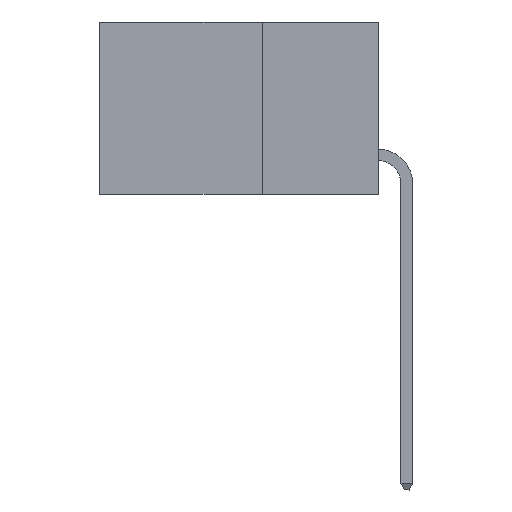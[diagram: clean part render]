
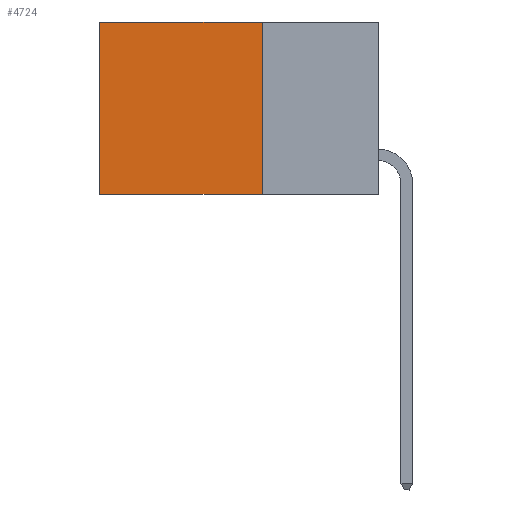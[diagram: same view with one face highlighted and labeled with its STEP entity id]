
A CAD part, left-side view. The second image highlights one B-rep face of the part: STEP entity #4724.
In plain terms, the highlighted planar face has unit normal (-1, 0, 0).
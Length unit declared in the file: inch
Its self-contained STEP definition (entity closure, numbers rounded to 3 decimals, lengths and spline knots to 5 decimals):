
#1 = DIRECTION ( 'NONE',  ( 1., 0., 0. ) ) ;
#57 = PLANE ( 'NONE',  #5655 ) ;
#749 = LINE ( 'NONE', #2671, #7238 ) ;
#1385 = CARTESIAN_POINT ( 'NONE',  ( 0.298, 0.25, 0. ) ) ;
#2159 = CARTESIAN_POINT ( 'NONE',  ( 0.298, 0.25, 0. ) ) ;
#2370 = VERTEX_POINT ( 'NONE', #5608 ) ;
#2411 = VERTEX_POINT ( 'NONE', #5447 ) ;
#2671 = CARTESIAN_POINT ( 'NONE',  ( 0.298, 0.25, 0. ) ) ;
#2774 = CARTESIAN_POINT ( 'NONE',  ( 0.298, 0.25, -0.37 ) ) ;
#3172 = CARTESIAN_POINT ( 'NONE',  ( 0.298, 0.25, -0.37 ) ) ;
#3306 = ORIENTED_EDGE ( 'NONE', *, *, #12302, .T. ) ;
#3340 = FACE_OUTER_BOUND ( 'NONE', #15521, .T. ) ;
#4049 = DIRECTION ( 'NONE',  ( 0., 0., -1. ) ) ;
#4585 = DIRECTION ( 'NONE',  ( 0., 1., 0. ) ) ;
#4724 = ADVANCED_FACE ( 'NONE', ( #3340 ), #57, .F. ) ;
#5034 = DIRECTION ( 'NONE',  ( 0., 0., -1. ) ) ;
#5128 = ORIENTED_EDGE ( 'NONE', *, *, #14281, .F. ) ;
#5369 = VERTEX_POINT ( 'NONE', #2774 ) ;
#5447 = CARTESIAN_POINT ( 'NONE',  ( 0.298, 0.6, -0.37 ) ) ;
#5608 = CARTESIAN_POINT ( 'NONE',  ( 0.298, 0.6, 0. ) ) ;
#5655 = AXIS2_PLACEMENT_3D ( 'NONE', #2159, #1, #8598 ) ;
#7238 = VECTOR ( 'NONE', #13641, 39.37008 ) ;
#8117 = ORIENTED_EDGE ( 'NONE', *, *, #10682, .T. ) ;
#8558 = VECTOR ( 'NONE', #4585, 39.37008 ) ;
#8598 = DIRECTION ( 'NONE',  ( 0., 0., -1. ) ) ;
#9649 = LINE ( 'NONE', #13605, #16465 ) ;
#9664 = ORIENTED_EDGE ( 'NONE', *, *, #14055, .F. ) ;
#9757 = LINE ( 'NONE', #10535, #16588 ) ;
#10535 = CARTESIAN_POINT ( 'NONE',  ( 0.298, 0.6, 0. ) ) ;
#10682 = EDGE_CURVE ( 'NONE', #11423, #2370, #749, .T. ) ;
#11423 = VERTEX_POINT ( 'NONE', #1385 ) ;
#12302 = EDGE_CURVE ( 'NONE', #2370, #2411, #9757, .T. ) ;
#13605 = CARTESIAN_POINT ( 'NONE',  ( 0.298, 0.25, 0. ) ) ;
#13641 = DIRECTION ( 'NONE',  ( 0., 1., 0. ) ) ;
#14055 = EDGE_CURVE ( 'NONE', #11423, #5369, #9649, .T. ) ;
#14281 = EDGE_CURVE ( 'NONE', #5369, #2411, #15764, .T. ) ;
#15521 = EDGE_LOOP ( 'NONE', ( #3306, #5128, #9664, #8117 ) ) ;
#15764 = LINE ( 'NONE', #3172, #8558 ) ;
#16465 = VECTOR ( 'NONE', #4049, 39.37008 ) ;
#16588 = VECTOR ( 'NONE', #5034, 39.37008 ) ;
